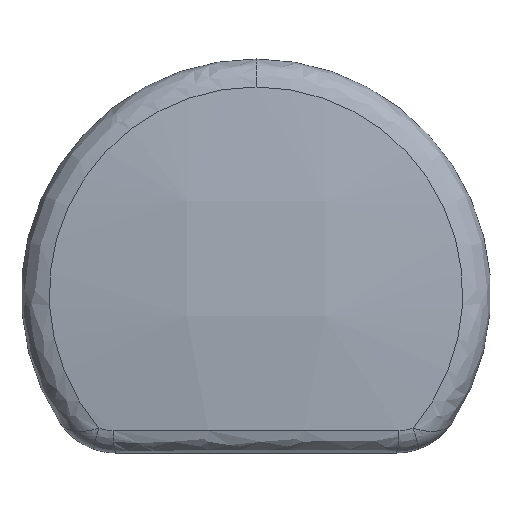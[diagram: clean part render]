
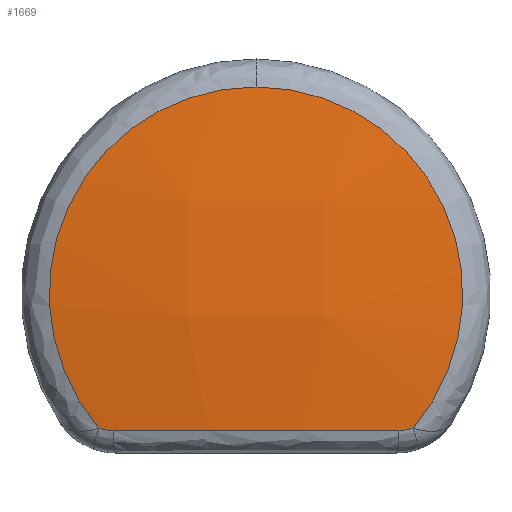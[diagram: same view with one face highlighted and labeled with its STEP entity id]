
A CAD part, left-side view. The second image highlights one B-rep face of the part: STEP entity #1669.
In plain terms, the highlighted free-form (B-spline) face has degree [3, 3] with [4, 4] control points.
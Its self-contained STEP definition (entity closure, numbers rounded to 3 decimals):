
#77 = CIRCLE ( 'NONE', #2069, 74.051 ) ;
#122 = ORIENTED_EDGE ( 'NONE', *, *, #1969, .T. ) ;
#162 = VERTEX_POINT ( 'NONE', #1056 ) ;
#177 = DIRECTION ( 'NONE',  ( 1., 0., 0. ) ) ;
#184 = CARTESIAN_POINT ( 'NONE',  ( -3.467, -4.243, 5.703 ) ) ;
#192 = CARTESIAN_POINT ( 'NONE',  ( -2.036, 12.592, 5.703 ) ) ;
#194 = ORIENTED_EDGE ( 'NONE', *, *, #284, .F. ) ;
#226 = CARTESIAN_POINT ( 'NONE',  ( -1.997, 9.093, -8.117 ) ) ;
#227 = CIRCLE ( 'NONE', #2595, 12.331 ) ;
#238 = ORIENTED_EDGE ( 'NONE', *, *, #927, .T. ) ;
#284 = EDGE_CURVE ( 'NONE', #335, #1243, #227, .T. ) ;
#335 = VERTEX_POINT ( 'NONE', #1556 ) ;
#394 = CARTESIAN_POINT ( 'NONE',  ( -3.467, 4.235, 5.703 ) ) ;
#435 = CARTESIAN_POINT ( 'NONE',  ( -0.879, -12.401, 12.56 ) ) ;
#506 = B_SPLINE_CURVE_WITH_KNOTS ( 'NONE', 3,
 ( #2775, #226, #691, #2735 ),
 .UNSPECIFIED., .F., .F.,
 ( 4, 4 ),
 ( 0., 1. ),
 .UNSPECIFIED. ) ;
#582 = CARTESIAN_POINT ( 'NONE',  ( -1.972, 0., 0. ) ) ;
#636 = VERTEX_POINT ( 'NONE', #1315 ) ;
#670 = CARTESIAN_POINT ( 'NONE',  ( -1.489, 12.498, -8.164 ) ) ;
#691 = CARTESIAN_POINT ( 'NONE',  ( -2.026, 8.812, -8.164 ) ) ;
#711 = CARTESIAN_POINT ( 'NONE',  ( -1.972, -9.365, -8.021 ) ) ;
#801 = CIRCLE ( 'NONE', #2332, 12.331 ) ;
#850 = EDGE_LOOP ( 'NONE', ( #122, #1101, #194, #2148, #238 ) ) ;
#882 = CARTESIAN_POINT ( 'NONE',  ( -2.035, -12.599, 5.703 ) ) ;
#927 = EDGE_CURVE ( 'NONE', #636, #2143, #506, .T. ) ;
#960 = DIRECTION ( 'NONE',  ( 0., -1., 0. ) ) ;
#1056 = CARTESIAN_POINT ( 'NONE',  ( -2.059, -8.523, -8.164 ) ) ;
#1101 = ORIENTED_EDGE ( 'NONE', *, *, #1158, .T. ) ;
#1113 = CARTESIAN_POINT ( 'NONE',  ( -2.288, -4.176, 12.56 ) ) ;
#1158 = EDGE_CURVE ( 'NONE', #162, #1243, #2115, .T. ) ;
#1200 = CARTESIAN_POINT ( 'NONE',  ( -1.997, -9.093, -8.117 ) ) ;
#1243 = VERTEX_POINT ( 'NONE', #2556 ) ;
#1304 = CARTESIAN_POINT ( 'NONE',  ( -0.88, 12.394, 12.56 ) ) ;
#1315 = CARTESIAN_POINT ( 'NONE',  ( -1.972, 9.365, -8.021 ) ) ;
#1352 = CARTESIAN_POINT ( 'NONE',  ( -2.24, 12.627, -1.25 ) ) ;
#1556 = CARTESIAN_POINT ( 'NONE',  ( -1.972, 0., 12.331 ) ) ;
#1652 = CARTESIAN_POINT ( 'NONE',  ( -2.026, -8.812, -8.164 ) ) ;
#1669 = ADVANCED_FACE ( 'NONE', ( #2674 ), #1766, .T. ) ;
#1766 =( BOUNDED_SURFACE ( )  B_SPLINE_SURFACE ( 3, 3, ( 
 ( #1304, #2917, #1113, #435 ),
 ( #192, #394, #184, #882 ),
 ( #1352, #2732, #2481, #2052 ),
 ( #670, #2014, #1813, #2022 ) ),
 .UNSPECIFIED., .F., .F., .T. ) 
 B_SPLINE_SURFACE_WITH_KNOTS ( ( 4, 4 ),
 ( 4, 4 ),
 ( 0., 1. ),
 ( 0., 1. ),
 .UNSPECIFIED. ) 
 GEOMETRIC_REPRESENTATION_ITEM ( )  RATIONAL_B_SPLINE_SURFACE ( (
 ( 1., 0.99, 0.99, 1.),
 ( 0.994, 0.984, 0.984, 0.994),
 ( 0.994, 0.984, 0.984, 0.994),
 ( 1., 0.99, 0.99, 1.) ) ) 
 REPRESENTATION_ITEM ( '' )  SURFACE ( )  );
#1813 = CARTESIAN_POINT ( 'NONE',  ( -2.909, -4.211, -8.164 ) ) ;
#1829 = CARTESIAN_POINT ( 'NONE',  ( -1.972, 0., 0. ) ) ;
#1851 = CARTESIAN_POINT ( 'NONE',  ( 71.5, 0., -8.164 ) ) ;
#1874 = CARTESIAN_POINT ( 'NONE',  ( -2.059, 8.523, -8.164 ) ) ;
#1905 = CARTESIAN_POINT ( 'NONE',  ( -2.059, -8.523, -8.164 ) ) ;
#1947 = DIRECTION ( 'NONE',  ( 0., 0., 1. ) ) ;
#1969 = EDGE_CURVE ( 'NONE', #2143, #162, #77, .T. ) ;
#2014 = CARTESIAN_POINT ( 'NONE',  ( -2.909, 4.204, -8.164 ) ) ;
#2022 = CARTESIAN_POINT ( 'NONE',  ( -1.488, -12.506, -8.164 ) ) ;
#2044 = DIRECTION ( 'NONE',  ( 0., 0., 1. ) ) ;
#2052 = CARTESIAN_POINT ( 'NONE',  ( -2.239, -12.634, -1.25 ) ) ;
#2069 = AXIS2_PLACEMENT_3D ( 'NONE', #1851, #2334, #960 ) ;
#2115 = B_SPLINE_CURVE_WITH_KNOTS ( 'NONE', 3,
 ( #1905, #1652, #1200, #711 ),
 .UNSPECIFIED., .F., .F.,
 ( 4, 4 ),
 ( 0., 1. ),
 .UNSPECIFIED. ) ;
#2143 = VERTEX_POINT ( 'NONE', #1874 ) ;
#2148 = ORIENTED_EDGE ( 'NONE', *, *, #2236, .F. ) ;
#2236 = EDGE_CURVE ( 'NONE', #636, #335, #801, .T. ) ;
#2332 = AXIS2_PLACEMENT_3D ( 'NONE', #582, #2620, #1947 ) ;
#2334 = DIRECTION ( 'NONE',  ( 0., 0., 1. ) ) ;
#2481 = CARTESIAN_POINT ( 'NONE',  ( -3.675, -4.255, -1.25 ) ) ;
#2556 = CARTESIAN_POINT ( 'NONE',  ( -1.972, -9.365, -8.021 ) ) ;
#2595 = AXIS2_PLACEMENT_3D ( 'NONE', #1829, #177, #2044 ) ;
#2620 = DIRECTION ( 'NONE',  ( 1., 0., 0. ) ) ;
#2674 = FACE_OUTER_BOUND ( 'NONE', #850, .T. ) ;
#2732 = CARTESIAN_POINT ( 'NONE',  ( -3.675, 4.247, -1.25 ) ) ;
#2735 = CARTESIAN_POINT ( 'NONE',  ( -2.059, 8.523, -8.164 ) ) ;
#2775 = CARTESIAN_POINT ( 'NONE',  ( -1.972, 9.365, -8.021 ) ) ;
#2917 = CARTESIAN_POINT ( 'NONE',  ( -2.289, 4.169, 12.56 ) ) ;
